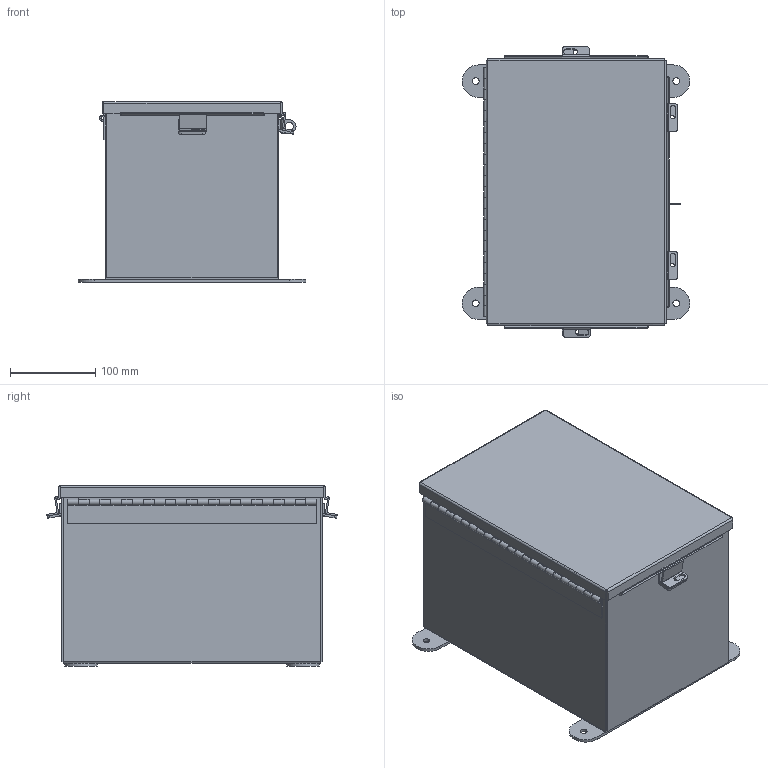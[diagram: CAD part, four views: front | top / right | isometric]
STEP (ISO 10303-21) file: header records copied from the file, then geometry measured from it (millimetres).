
FILE_DESCRIPTION (( 'STEP AP203' ), '1' );
FILE_NAME ('N080812SSCHTR.STEP', '2014-07-18T16:40:47', ( 'changeme' ), ( 'Microsoft' ), 'SwSTEP 2.0', 'SolidWorks 2013', '' );
FILE_SCHEMA (( 'CONFIG_CONTROL_DESIGN' ));
Length unit declared in the file: inch
Products named in the file (13): N080812SSCHTR JIC Top; N080812SSCHTR JIC Bottom; N080812SSCHTR JIC Enclosure Template; N080812SSCHTR HW-CD-S-25020-034; N080812SSCHTR Hinge Body Side; HW-CLH-JH-20154; N080812SSCHTR Hinge Cover Side JIC; N080812SSCHTR Mounting Bracket; N080812SSCHTR _JIC Hinge; N080812SSCHTR; N080812SSCHTR JIC_Cover_Template; N080812SSCHTR JIC Clamp Bracket; N080812SSCHTR JIC Cover Clamp
Assembly tree (20 placements, depth 3):
  N080812SSCHTR
    N080812SSCHTR JIC Enclosure Template
    N080812SSCHTR _JIC Hinge
      N080812SSCHTR Hinge Body Side
      N080812SSCHTR Hinge Cover Side JIC
    N080812SSCHTR JIC_Cover_Template
    N080812SSCHTR JIC Clamp Bracket  x4
    N080812SSCHTR JIC Cover Clamp  x4
    N080812SSCHTR JIC Top
    N080812SSCHTR JIC Bottom
    N080812SSCHTR HW-CD-S-25020-034  x2
    HW-CLH-JH-20154
    N080812SSCHTR Mounting Bracket  x2
Bounding box: 266.7 x 340.53 x 211.76 mm (x, y, z)
Volume: 777121.3 mm3; surface area: 806899.9 mm2
Topology: 19 solids, 19 shells, 636 faces, 1517 edges, 921 vertices
Faces by surface type: plane 401, cylinder 215, bspline 8, torus 8, cone 4
Entity records: 15774 total; most frequent: CARTESIAN_POINT 2791, DIRECTION 2449, ORIENTED_EDGE 2320, EDGE_CURVE 1160, VECTOR 819, LINE 819, AXIS2_PLACEMENT_3D 815, VERTEX_POINT 709
